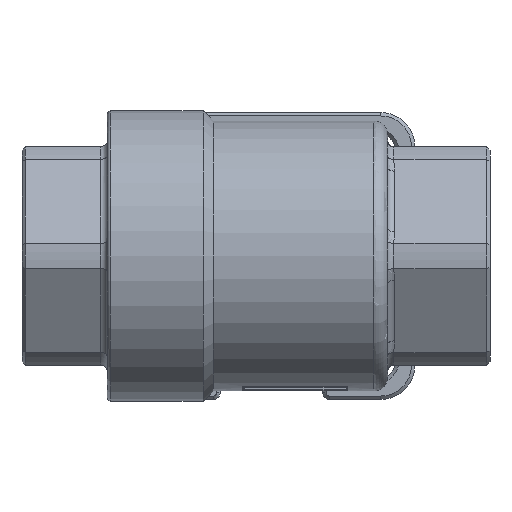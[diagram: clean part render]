
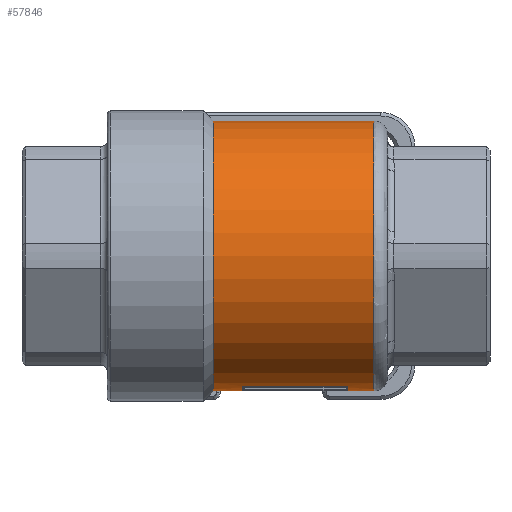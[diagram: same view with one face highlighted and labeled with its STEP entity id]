
A CAD part, front view. The second image highlights one B-rep face of the part: STEP entity #57846.
In plain terms, the highlighted cylindrical face has radius 19.75 mm (diameter 39.5 mm), a partial arc.
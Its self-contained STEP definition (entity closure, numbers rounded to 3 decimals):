
#2222 = CARTESIAN_POINT ( 'NONE',  ( -1.95, -1.316, -19.709 ) ) ;
#2409 = CARTESIAN_POINT ( 'NONE',  ( -1.95, 0., 0. ) ) ;
#3295 = LINE ( 'NONE', #29042, #61367 ) ;
#3495 = CARTESIAN_POINT ( 'NONE',  ( -1.908, -4.957, -19.118 ) ) ;
#5122 = VECTOR ( 'NONE', #68493, 1000. ) ;
#5432 = VECTOR ( 'NONE', #59211, 1000. ) ;
#6072 = DIRECTION ( 'NONE',  ( 0., 0., 1. ) ) ;
#6379 = VERTEX_POINT ( 'NONE', #41261 ) ;
#6952 = DIRECTION ( 'NONE',  ( 0., 0., 1. ) ) ;
#7184 = EDGE_CURVE ( 'NONE', #55868, #25142, #21908, .T. ) ;
#8001 = ORIENTED_EDGE ( 'NONE', *, *, #10762, .F. ) ;
#9138 = CARTESIAN_POINT ( 'NONE',  ( 17.25, 0., 19.75 ) ) ;
#9177 = CARTESIAN_POINT ( 'NONE',  ( -1.95, -3.609, -19.42 ) ) ;
#9238 = DIRECTION ( 'NONE',  ( 1., 0., 0. ) ) ;
#9588 = CARTESIAN_POINT ( 'NONE',  ( -1.95, 0., -19.75 ) ) ;
#9617 = EDGE_CURVE ( 'NONE', #24481, #14334, #48727, .T. ) ;
#10762 = EDGE_CURVE ( 'NONE', #26993, #42358, #67654, .T. ) ;
#10929 = ORIENTED_EDGE ( 'NONE', *, *, #13153, .T. ) ;
#11005 = FACE_OUTER_BOUND ( 'NONE', #77507, .T. ) ;
#11627 = DIRECTION ( 'NONE',  ( 1., 0., 0. ) ) ;
#12463 = CARTESIAN_POINT ( 'NONE',  ( 0., 0., -19.75 ) ) ;
#13088 = CARTESIAN_POINT ( 'NONE',  ( 13.45, -1.644, -19.684 ) ) ;
#13153 = EDGE_CURVE ( 'NONE', #6379, #44300, #70910, .T. ) ;
#14334 = VERTEX_POINT ( 'NONE', #19952 ) ;
#14641 = CARTESIAN_POINT ( 'NONE',  ( 13.45, -4.752, -19.17 ) ) ;
#14705 = DIRECTION ( 'NONE',  ( -1., 0., 0. ) ) ;
#16180 = ORIENTED_EDGE ( 'NONE', *, *, #31155, .F. ) ;
#16776 = DIRECTION ( 'NONE',  ( -1., 0., 0. ) ) ;
#18177 = CIRCLE ( 'NONE', #31421, 19.75 ) ;
#18554 = AXIS2_PLACEMENT_3D ( 'NONE', #2409, #14705, #58448 ) ;
#18580 = DIRECTION ( 'NONE',  ( 0., 0., 1. ) ) ;
#19227 = CARTESIAN_POINT ( 'NONE',  ( 13.45, 0., -19.75 ) ) ;
#19375 = CARTESIAN_POINT ( 'NONE',  ( 13.45, 0., -19.75 ) ) ;
#19952 = CARTESIAN_POINT ( 'NONE',  ( -6.25, 0., -19.75 ) ) ;
#20343 = CARTESIAN_POINT ( 'NONE',  ( -1.95, -4.752, -19.17 ) ) ;
#20704 = DIRECTION ( 'NONE',  ( 0., 1., 0. ) ) ;
#21908 = B_SPLINE_CURVE_WITH_KNOTS ( 'NONE', 3,
 ( #14641, #28119, #77194, #27320, #32641, #58388 ),
 .UNSPECIFIED., .F., .F.,
 ( 4, 2, 4 ),
 ( 0., 0., 0.001 ),
 .UNSPECIFIED. ) ;
#23725 = CARTESIAN_POINT ( 'NONE',  ( 13.45, -3.935, -19.354 ) ) ;
#24481 = VERTEX_POINT ( 'NONE', #41518 ) ;
#25142 = VERTEX_POINT ( 'NONE', #40217 ) ;
#26993 = VERTEX_POINT ( 'NONE', #76219 ) ;
#27117 = VERTEX_POINT ( 'NONE', #23725 ) ;
#27190 = CARTESIAN_POINT ( 'NONE',  ( -1.95, -0.658, -19.742 ) ) ;
#27320 = CARTESIAN_POINT ( 'NONE',  ( 13.261, -5.104, -19.079 ) ) ;
#27656 = CARTESIAN_POINT ( 'NONE',  ( -1.657, -5.148, -19.067 ) ) ;
#28119 = CARTESIAN_POINT ( 'NONE',  ( 13.45, -4.856, -19.144 ) ) ;
#29042 = CARTESIAN_POINT ( 'NONE',  ( 0., 0., 19.75 ) ) ;
#30216 = CYLINDRICAL_SURFACE ( 'NONE', #49772, 19.75 ) ;
#30680 = CARTESIAN_POINT ( 'NONE',  ( -1.95, -3.935, -19.354 ) ) ;
#31022 = CARTESIAN_POINT ( 'NONE',  ( 0., 0., 0. ) ) ;
#31155 = EDGE_CURVE ( 'NONE', #6379, #69682, #43120, .T. ) ;
#31233 = CARTESIAN_POINT ( 'NONE',  ( -6.25, 0., 0. ) ) ;
#31421 = AXIS2_PLACEMENT_3D ( 'NONE', #52605, #9238, #20704 ) ;
#31905 = CARTESIAN_POINT ( 'NONE',  ( 13.45, -3.283, -19.478 ) ) ;
#32641 = CARTESIAN_POINT ( 'NONE',  ( 13.157, -5.148, -19.067 ) ) ;
#33380 = CARTESIAN_POINT ( 'NONE',  ( -1.761, -5.104, -19.079 ) ) ;
#34118 = CARTESIAN_POINT ( 'NONE',  ( -1.95, -2.301, -19.618 ) ) ;
#34179 = CARTESIAN_POINT ( 'NONE',  ( -1.95, -4.752, -19.17 ) ) ;
#34314 = CARTESIAN_POINT ( 'NONE',  ( 13.45, -3.935, -19.354 ) ) ;
#34603 = CARTESIAN_POINT ( 'NONE',  ( 17.25, 0., 0. ) ) ;
#35436 = ORIENTED_EDGE ( 'NONE', *, *, #49484, .T. ) ;
#38021 = CARTESIAN_POINT ( 'NONE',  ( 13.45, -2.301, -19.618 ) ) ;
#38830 = CARTESIAN_POINT ( 'NONE',  ( 13.45, -0.329, -19.75 ) ) ;
#39030 = ORIENTED_EDGE ( 'NONE', *, *, #52644, .T. ) ;
#40217 = CARTESIAN_POINT ( 'NONE',  ( 13.05, -5.148, -19.067 ) ) ;
#41040 = CARTESIAN_POINT ( 'NONE',  ( -1.95, -0.329, -19.75 ) ) ;
#41261 = CARTESIAN_POINT ( 'NONE',  ( 17.25, 0., -19.75 ) ) ;
#41518 = CARTESIAN_POINT ( 'NONE',  ( -6.25, 0., 19.75 ) ) ;
#42186 = B_SPLINE_CURVE_WITH_KNOTS ( 'NONE', 3,
 ( #19227, #38830, #44153, #69114, #13088, #38021, #63797, #31905, #56846, #34314 ),
 .UNSPECIFIED., .F., .F.,
 ( 4, 2, 2, 2, 4 ),
 ( 0., 0.25, 0.5, 0.75, 1. ),
 .UNSPECIFIED. ) ;
#42358 = VERTEX_POINT ( 'NONE', #20343 ) ;
#43120 = LINE ( 'NONE', #12463, #5122 ) ;
#43682 = DIRECTION ( 'NONE',  ( -1., 0., 0. ) ) ;
#44153 = CARTESIAN_POINT ( 'NONE',  ( 13.45, -0.658, -19.742 ) ) ;
#44300 = VERTEX_POINT ( 'NONE', #9138 ) ;
#45576 = CARTESIAN_POINT ( 'NONE',  ( -1.95, -2.628, -19.577 ) ) ;
#46130 = ORIENTED_EDGE ( 'NONE', *, *, #52725, .T. ) ;
#46252 = LINE ( 'NONE', #47855, #49651 ) ;
#47780 = B_SPLINE_CURVE_WITH_KNOTS ( 'NONE', 3,
 ( #64419, #9177, #71728, #45576, #34118, #58268, #2222, #27190, #41040, #9588 ),
 .UNSPECIFIED., .F., .F.,
 ( 4, 2, 2, 2, 4 ),
 ( 0., 0.25, 0.5, 0.75, 1. ),
 .UNSPECIFIED. ) ;
#47855 = CARTESIAN_POINT ( 'NONE',  ( 0., -5.148, -19.067 ) ) ;
#47915 = ORIENTED_EDGE ( 'NONE', *, *, #62049, .F. ) ;
#48727 = CIRCLE ( 'NONE', #74864, 19.75 ) ;
#49484 = EDGE_CURVE ( 'NONE', #55868, #27117, #18177, .T. ) ;
#49651 = VECTOR ( 'NONE', #72394, 1000. ) ;
#49772 = AXIS2_PLACEMENT_3D ( 'NONE', #31022, #43682, #6072 ) ;
#52279 = CARTESIAN_POINT ( 'NONE',  ( 0., 0., -19.75 ) ) ;
#52605 = CARTESIAN_POINT ( 'NONE',  ( 13.45, 0., 0. ) ) ;
#52644 = EDGE_CURVE ( 'NONE', #26993, #25142, #46252, .T. ) ;
#52725 = EDGE_CURVE ( 'NONE', #44300, #24481, #3295, .T. ) ;
#52751 = ORIENTED_EDGE ( 'NONE', *, *, #70876, .F. ) ;
#53401 = CARTESIAN_POINT ( 'NONE',  ( -1.55, -5.148, -19.067 ) ) ;
#55868 = VERTEX_POINT ( 'NONE', #72433 ) ;
#56846 = CARTESIAN_POINT ( 'NONE',  ( 13.45, -3.609, -19.42 ) ) ;
#57846 = ADVANCED_FACE ( 'NONE', ( #11005 ), #30216, .T. ) ;
#58268 = CARTESIAN_POINT ( 'NONE',  ( -1.95, -1.644, -19.684 ) ) ;
#58388 = CARTESIAN_POINT ( 'NONE',  ( 13.05, -5.148, -19.067 ) ) ;
#58448 = DIRECTION ( 'NONE',  ( 0., -1., 0. ) ) ;
#58462 = ORIENTED_EDGE ( 'NONE', *, *, #61258, .F. ) ;
#59211 = DIRECTION ( 'NONE',  ( -1., 0., 0. ) ) ;
#61258 = EDGE_CURVE ( 'NONE', #69682, #27117, #42186, .T. ) ;
#61367 = VECTOR ( 'NONE', #16776, 1000. ) ;
#61760 = AXIS2_PLACEMENT_3D ( 'NONE', #34603, #69926, #6952 ) ;
#62049 = EDGE_CURVE ( 'NONE', #77199, #14334, #63741, .T. ) ;
#63741 = LINE ( 'NONE', #52279, #5432 ) ;
#63797 = CARTESIAN_POINT ( 'NONE',  ( 13.45, -2.628, -19.577 ) ) ;
#64419 = CARTESIAN_POINT ( 'NONE',  ( -1.95, -3.935, -19.354 ) ) ;
#64867 = CARTESIAN_POINT ( 'NONE',  ( -1.95, -4.856, -19.144 ) ) ;
#65503 = CARTESIAN_POINT ( 'NONE',  ( -1.95, 0., -19.75 ) ) ;
#66889 = CIRCLE ( 'NONE', #18554, 19.75 ) ;
#67369 = EDGE_CURVE ( 'NONE', #75894, #42358, #66889, .T. ) ;
#67654 = B_SPLINE_CURVE_WITH_KNOTS ( 'NONE', 3,
 ( #53401, #27656, #33380, #3495, #64867, #34179 ),
 .UNSPECIFIED., .F., .F.,
 ( 4, 2, 4 ),
 ( 0., 0., 0.001 ),
 .UNSPECIFIED. ) ;
#68493 = DIRECTION ( 'NONE',  ( -1., 0., 0. ) ) ;
#69052 = ORIENTED_EDGE ( 'NONE', *, *, #67369, .T. ) ;
#69114 = CARTESIAN_POINT ( 'NONE',  ( 13.45, -1.316, -19.709 ) ) ;
#69682 = VERTEX_POINT ( 'NONE', #19375 ) ;
#69926 = DIRECTION ( 'NONE',  ( -1., 0., 0. ) ) ;
#70792 = ORIENTED_EDGE ( 'NONE', *, *, #9617, .T. ) ;
#70876 = EDGE_CURVE ( 'NONE', #75894, #77199, #47780, .T. ) ;
#70910 = CIRCLE ( 'NONE', #61760, 19.75 ) ;
#71728 = CARTESIAN_POINT ( 'NONE',  ( -1.95, -3.283, -19.478 ) ) ;
#72394 = DIRECTION ( 'NONE',  ( 1., 0., 0. ) ) ;
#72433 = CARTESIAN_POINT ( 'NONE',  ( 13.45, -4.752, -19.17 ) ) ;
#74864 = AXIS2_PLACEMENT_3D ( 'NONE', #31233, #11627, #18580 ) ;
#75894 = VERTEX_POINT ( 'NONE', #30680 ) ;
#76219 = CARTESIAN_POINT ( 'NONE',  ( -1.55, -5.148, -19.067 ) ) ;
#77194 = CARTESIAN_POINT ( 'NONE',  ( 13.408, -4.957, -19.118 ) ) ;
#77199 = VERTEX_POINT ( 'NONE', #65503 ) ;
#77507 = EDGE_LOOP ( 'NONE', ( #16180, #10929, #46130, #70792, #47915, #52751, #69052, #8001, #39030, #80127, #35436, #58462 ) ) ;
#80127 = ORIENTED_EDGE ( 'NONE', *, *, #7184, .F. ) ;
